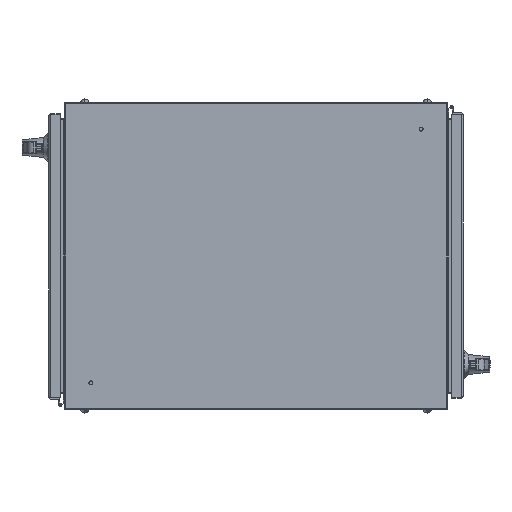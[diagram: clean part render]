
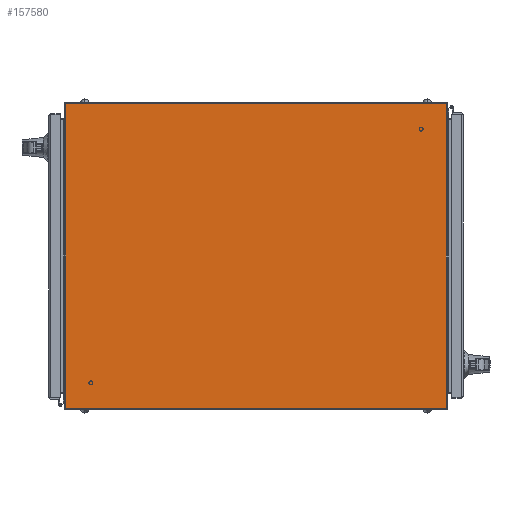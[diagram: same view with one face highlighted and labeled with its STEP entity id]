
A CAD part, front view. The second image highlights one B-rep face of the part: STEP entity #157580.
In plain terms, the highlighted face is planar.
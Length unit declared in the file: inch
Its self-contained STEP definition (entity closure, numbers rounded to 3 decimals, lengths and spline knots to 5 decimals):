
#7384 = LINE ( 'NONE', #74458, #9546 ) ;
#9047 = CARTESIAN_POINT ( 'NONE',  ( 11.935, 15.03, 0. ) ) ;
#9546 = VECTOR ( 'NONE', #47215, 39.37008 ) ;
#9676 = PLANE ( 'NONE',  #81857 ) ;
#11194 = VERTEX_POINT ( 'NONE', #117812 ) ;
#24163 = LINE ( 'NONE', #39210, #173235 ) ;
#31790 = CARTESIAN_POINT ( 'NONE',  ( -11.935, 14.887, 0. ) ) ;
#35471 = EDGE_CURVE ( 'NONE', #11194, #59668, #52979, .T. ) ;
#39210 = CARTESIAN_POINT ( 'NONE',  ( 11.935, 14.887, 0. ) ) ;
#45201 = DIRECTION ( 'NONE',  ( 0., 1., 0. ) ) ;
#45489 = CARTESIAN_POINT ( 'NONE',  ( -11.935, -14.887, 0. ) ) ;
#47215 = DIRECTION ( 'NONE',  ( 0., -1., 0. ) ) ;
#52979 = LINE ( 'NONE', #117831, #141041 ) ;
#57310 = ORIENTED_EDGE ( 'NONE', *, *, #35471, .F. ) ;
#58297 = LINE ( 'NONE', #167786, #132737 ) ;
#59668 = VERTEX_POINT ( 'NONE', #164193 ) ;
#66114 = EDGE_CURVE ( 'NONE', #105483, #186372, #7384, .T. ) ;
#66961 = DIRECTION ( 'NONE',  ( -1., 0., 0. ) ) ;
#68594 = EDGE_CURVE ( 'NONE', #186372, #11194, #58297, .T. ) ;
#74458 = CARTESIAN_POINT ( 'NONE',  ( -11.935, 15.03, 0. ) ) ;
#76231 = EDGE_LOOP ( 'NONE', ( #123896, #57310, #111302, #156197 ) ) ;
#81857 = AXIS2_PLACEMENT_3D ( 'NONE', #9047, #169295, #139721 ) ;
#89319 = FACE_OUTER_BOUND ( 'NONE', #76231, .T. ) ;
#105483 = VERTEX_POINT ( 'NONE', #31790 ) ;
#111302 = ORIENTED_EDGE ( 'NONE', *, *, #68594, .F. ) ;
#117812 = CARTESIAN_POINT ( 'NONE',  ( 11.935, -14.887, 0. ) ) ;
#117831 = CARTESIAN_POINT ( 'NONE',  ( 11.935, 15.03, 0. ) ) ;
#123896 = ORIENTED_EDGE ( 'NONE', *, *, #153942, .F. ) ;
#132737 = VECTOR ( 'NONE', #166529, 39.37008 ) ;
#139721 = DIRECTION ( 'NONE',  ( 1., 0., 0. ) ) ;
#141041 = VECTOR ( 'NONE', #45201, 39.37008 ) ;
#153942 = EDGE_CURVE ( 'NONE', #59668, #105483, #24163, .T. ) ;
#156197 = ORIENTED_EDGE ( 'NONE', *, *, #66114, .F. ) ;
#157580 = ADVANCED_FACE ( 'NONE', ( #89319 ), #9676, .F. ) ;
#164193 = CARTESIAN_POINT ( 'NONE',  ( 11.935, 14.887, 0. ) ) ;
#166529 = DIRECTION ( 'NONE',  ( 1., 0., 0. ) ) ;
#167786 = CARTESIAN_POINT ( 'NONE',  ( 11.935, -14.887, 0. ) ) ;
#169295 = DIRECTION ( 'NONE',  ( 0., 0., 1. ) ) ;
#173235 = VECTOR ( 'NONE', #66961, 39.37008 ) ;
#186372 = VERTEX_POINT ( 'NONE', #45489 ) ;
